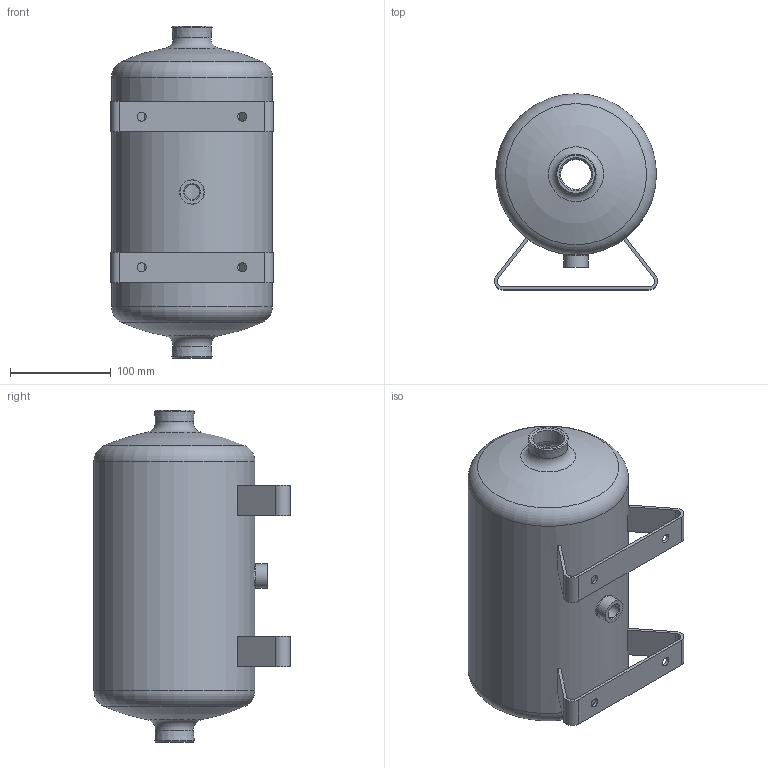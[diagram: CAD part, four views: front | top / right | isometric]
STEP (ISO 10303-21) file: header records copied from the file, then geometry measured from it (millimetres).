
FILE_DESCRIPTION(/* description */ ('STEP AP214'),/* implementation_level */ '2;1');
FILE_NAME(/* name */ '192159_CRVZS-5',/* time_stamp */ '2024-07-24T15:14:40+02:00',/* author */ ('License CC BY-ND 4.0'),/* organization */ ('CADENAS'),/* preprocessor_version */ 'ST-DEVELOPER v19.3',/* originating_system */ 'PARTsolutions',/* authorisation */ ' ');
FILE_SCHEMA (('AUTOMOTIVE_DESIGN {1 0 10303 214 3 1 1}'));
Length unit declared in the file: millimetre
Products named in the file (1): 192159 CRVZS-5
Bounding box: 161.99 x 195 x 330 mm (x, y, z)
Volume: 490144.6 mm3; surface area: 365702.6 mm2
Topology: 1 solids, 1 shells, 60 faces, 146 edges, 90 vertices
Faces by surface type: plane 20, cylinder 19, torus 9, cone 8, sphere 4
Full cylindrical faces by diameter (mm): 9 x4, 14.95 x1, 24 x1, 26.366 x1, 30.291 x2, 155 x1, 160 x1
Entity records: 1682 total; most frequent: CARTESIAN_POINT 299, DIRECTION 296, ORIENTED_EDGE 226, AXIS2_PLACEMENT_3D 124, EDGE_CURVE 113, EDGE_LOOP 110, FACE_BOUND 110, VERTEX_POINT 89
